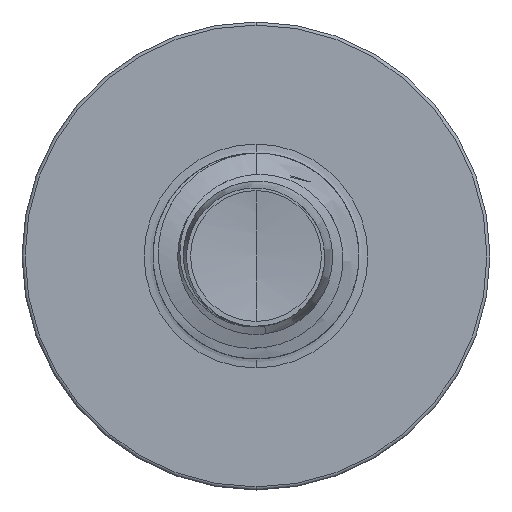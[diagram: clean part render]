
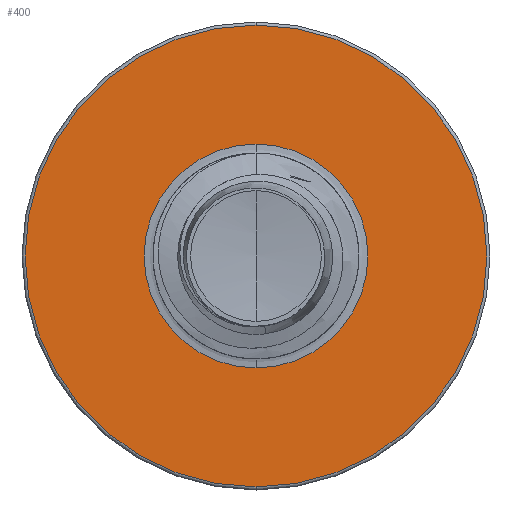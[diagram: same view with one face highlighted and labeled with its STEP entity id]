
A CAD part, front view. The second image highlights one B-rep face of the part: STEP entity #400.
In plain terms, the highlighted planar face has unit normal (0, -1, 0).
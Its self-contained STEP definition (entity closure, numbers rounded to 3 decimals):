
#202 = CARTESIAN_POINT ( 'NONE',  ( 0., 9., 0. ) ) ;
#400 = ADVANCED_FACE ( 'NONE', ( #7695, #20306 ), #23652, .F. ) ;
#877 = AXIS2_PLACEMENT_3D ( 'NONE', #6841, #6834, #6807 ) ;
#1772 = ORIENTED_EDGE ( 'NONE', *, *, #10535, .T. ) ;
#2054 = EDGE_LOOP ( 'NONE', ( #25144, #14566 ) ) ;
#3040 = DIRECTION ( 'NONE',  ( 0., 0., 1. ) ) ;
#3158 = EDGE_CURVE ( 'NONE', #21395, #3576, #22711, .T. ) ;
#3277 = AXIS2_PLACEMENT_3D ( 'NONE', #30866, #25713, #16941 ) ;
#3576 = VERTEX_POINT ( 'NONE', #28799 ) ;
#3604 = VERTEX_POINT ( 'NONE', #28769 ) ;
#3823 = VERTEX_POINT ( 'NONE', #27775 ) ;
#6351 = EDGE_CURVE ( 'NONE', #3576, #21395, #8632, .T. ) ;
#6807 = DIRECTION ( 'NONE',  ( 0., 0., 1. ) ) ;
#6834 = DIRECTION ( 'NONE',  ( 0., 1., 0. ) ) ;
#6841 = CARTESIAN_POINT ( 'NONE',  ( 0., 9., 0. ) ) ;
#7695 = FACE_OUTER_BOUND ( 'NONE', #2054, .T. ) ;
#8379 = ORIENTED_EDGE ( 'NONE', *, *, #26852, .T. ) ;
#8632 = CIRCLE ( 'NONE', #16856, 2.467 ) ;
#10535 = EDGE_CURVE ( 'NONE', #3823, #3604, #28402, .T. ) ;
#11439 = AXIS2_PLACEMENT_3D ( 'NONE', #202, #18814, #3040 ) ;
#12036 = DIRECTION ( 'NONE',  ( 0., 0., 1. ) ) ;
#12064 = DIRECTION ( 'NONE',  ( 0., 1., 0. ) ) ;
#12070 = CARTESIAN_POINT ( 'NONE',  ( 0., 9., 0. ) ) ;
#14566 = ORIENTED_EDGE ( 'NONE', *, *, #3158, .F. ) ;
#16856 = AXIS2_PLACEMENT_3D ( 'NONE', #21856, #21830, #21800 ) ;
#16941 = DIRECTION ( 'NONE',  ( 0., 0., 1. ) ) ;
#17354 = CIRCLE ( 'NONE', #11439, 1.196 ) ;
#18814 = DIRECTION ( 'NONE',  ( 0., 1., 0. ) ) ;
#20306 = FACE_BOUND ( 'NONE', #24067, .T. ) ;
#20528 = CARTESIAN_POINT ( 'NONE',  ( 0., 9., -2.467 ) ) ;
#21395 = VERTEX_POINT ( 'NONE', #20528 ) ;
#21800 = DIRECTION ( 'NONE',  ( 0., 0., 1. ) ) ;
#21830 = DIRECTION ( 'NONE',  ( 0., 1., 0. ) ) ;
#21856 = CARTESIAN_POINT ( 'NONE',  ( 0., 9., 0. ) ) ;
#22711 = CIRCLE ( 'NONE', #877, 2.467 ) ;
#23652 = PLANE ( 'NONE',  #3277 ) ;
#24067 = EDGE_LOOP ( 'NONE', ( #8379, #1772 ) ) ;
#25144 = ORIENTED_EDGE ( 'NONE', *, *, #6351, .F. ) ;
#25713 = DIRECTION ( 'NONE',  ( 0., 1., 0. ) ) ;
#26589 = AXIS2_PLACEMENT_3D ( 'NONE', #12070, #12064, #12036 ) ;
#26852 = EDGE_CURVE ( 'NONE', #3604, #3823, #17354, .T. ) ;
#27775 = CARTESIAN_POINT ( 'NONE',  ( 0., 9., -1.196 ) ) ;
#28402 = CIRCLE ( 'NONE', #26589, 1.196 ) ;
#28769 = CARTESIAN_POINT ( 'NONE',  ( 0., 9., 1.196 ) ) ;
#28799 = CARTESIAN_POINT ( 'NONE',  ( 0., 9., 2.467 ) ) ;
#30866 = CARTESIAN_POINT ( 'NONE',  ( 0., 9., -1.196 ) ) ;
